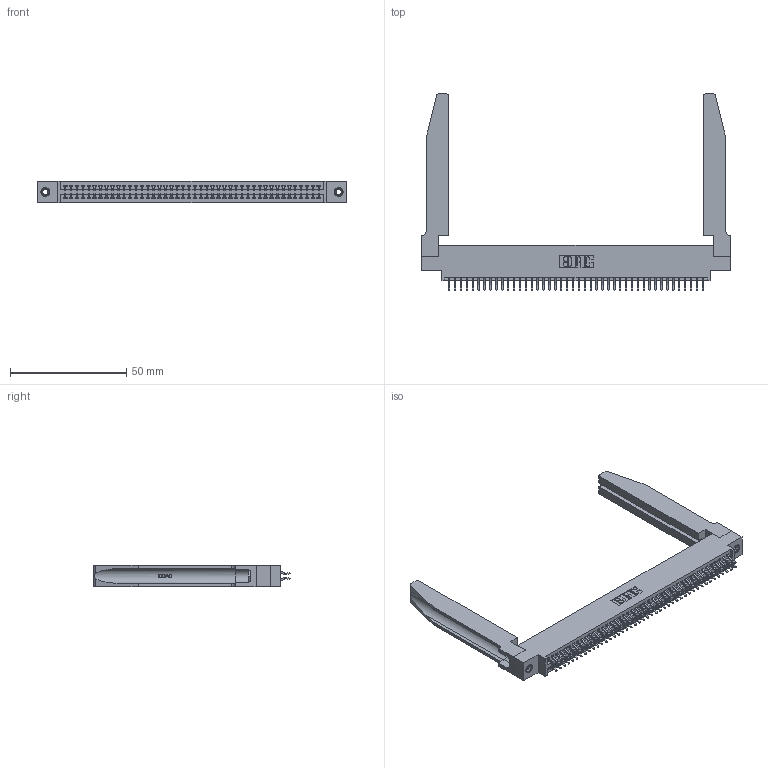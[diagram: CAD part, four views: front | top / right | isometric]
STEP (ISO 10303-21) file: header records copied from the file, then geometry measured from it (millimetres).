
FILE_DESCRIPTION (( 'STEP AP203' ), '1' );
FILE_NAME ('345-088-556-878.STEP', '2019-11-01T13:41:51', ( '' ), ( '' ), 'SwSTEP 2.0', 'SolidWorks 2016', '' );
FILE_SCHEMA (( 'CONFIG_CONTROL_DESIGN' ));
Length unit declared in the file: inch
Products named in the file (5): 345-250-001_345-250-001-102; 345-088-556-878; 345-220-078_345-220-078; 345 Part_0.170 Offset - 0.156 Dia-TH; 345-292-001_556 Tail
Assembly tree (93 placements, depth 2):
  345-088-556-878
    345 Part_0.170 Offset - 0.156 Dia-TH
    345-292-001_556 Tail  x88
    345-250-001_345-250-001-102  x2
    345-220-078_345-220-078  x2
Bounding box: 132.99 x 84.51 x 9.4 mm (x, y, z)
Volume: 20591.3 mm3; surface area: 25895.1 mm2
Topology: 93 solids, 93 shells, 5292 faces, 15657 edges, 10310 vertices
Faces by surface type: plane 3482, cylinder 1758, bspline 36, cone 12, torus 4
Entity records: 39346 total; most frequent: CARTESIAN_POINT 7527, ORIENTED_EDGE 6346, DIRECTION 5615, EDGE_CURVE 3173, VECTOR 2763, LINE 2763, VERTEX_POINT 2108, AXIS2_PLACEMENT_3D 1426
